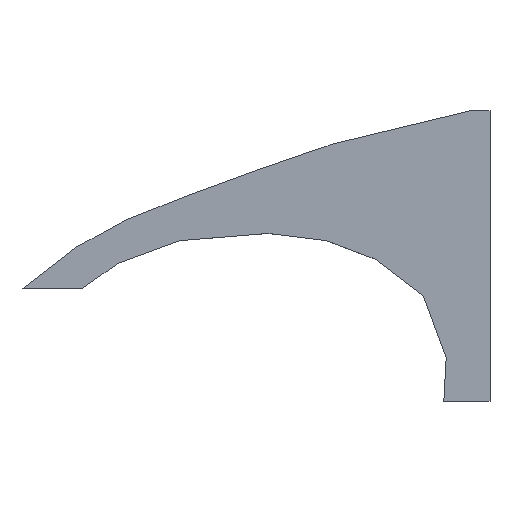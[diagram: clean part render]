
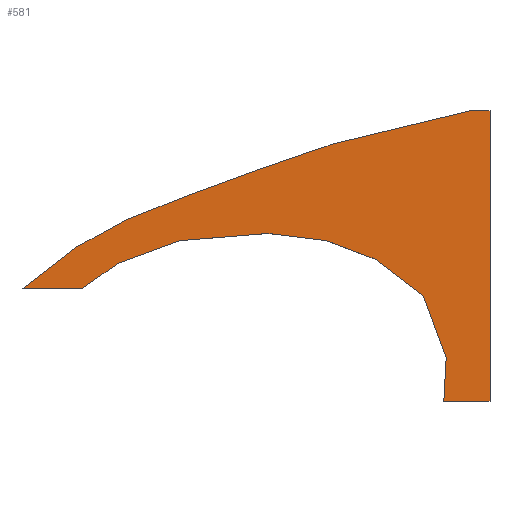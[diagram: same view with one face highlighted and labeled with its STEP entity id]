
A CAD part, top view. The second image highlights one B-rep face of the part: STEP entity #581.
In plain terms, the highlighted planar face has unit normal (0, 0, 1).
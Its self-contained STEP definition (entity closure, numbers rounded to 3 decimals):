
#9 = DIRECTION ( 'NONE',  ( 1., 0., 0. ) ) ;
#12 = DIRECTION ( 'NONE',  ( -1., 0., 0. ) ) ;
#15 = LINE ( 'NONE', #69, #133 ) ;
#29 = LINE ( 'NONE', #436, #590 ) ;
#30 = ORIENTED_EDGE ( 'NONE', *, *, #452, .T. ) ;
#34 = EDGE_CURVE ( 'NONE', #626, #97, #131, .T. ) ;
#41 = DIRECTION ( 'NONE',  ( -0.878, -0.478, 0. ) ) ;
#42 = ORIENTED_EDGE ( 'NONE', *, *, #102, .T. ) ;
#49 = VERTEX_POINT ( 'NONE', #277 ) ;
#57 = VECTOR ( 'NONE', #660, 1000. ) ;
#60 = CARTESIAN_POINT ( 'NONE',  ( -51.813, -111.14, 12. ) ) ;
#62 = EDGE_CURVE ( 'NONE', #411, #570, #442, .T. ) ;
#63 = CARTESIAN_POINT ( 'NONE',  ( -339.29, 172.956, 12. ) ) ;
#69 = CARTESIAN_POINT ( 'NONE',  ( -339.29, 172.956, 12. ) ) ;
#72 = CARTESIAN_POINT ( 'NONE',  ( 14.678, -177.062, 12. ) ) ;
#81 = LINE ( 'NONE', #496, #517 ) ;
#90 = DIRECTION ( 'NONE',  ( -0.929, -0.37, 0. ) ) ;
#92 = ORIENTED_EDGE ( 'NONE', *, *, #640, .T. ) ;
#95 = VERTEX_POINT ( 'NONE', #221 ) ;
#96 = CARTESIAN_POINT ( 'NONE',  ( -612.253, 56.766, 12. ) ) ;
#97 = VERTEX_POINT ( 'NONE', #328 ) ;
#102 = EDGE_CURVE ( 'NONE', #477, #626, #345, .T. ) ;
#123 = CARTESIAN_POINT ( 'NONE',  ( -322.142, 77.063, 12. ) ) ;
#128 = LINE ( 'NONE', #123, #615 ) ;
#131 = LINE ( 'NONE', #557, #531 ) ;
#133 = VECTOR ( 'NONE', #296, 1000. ) ;
#135 = ORIENTED_EDGE ( 'NONE', *, *, #242, .T. ) ;
#136 = LINE ( 'NONE', #241, #643 ) ;
#146 = VERTEX_POINT ( 'NONE', #664 ) ;
#155 = EDGE_CURVE ( 'NONE', #469, #675, #29, .T. ) ;
#156 = ORIENTED_EDGE ( 'NONE', *, *, #317, .T. ) ;
#157 = DIRECTION ( 'NONE',  ( 0.795, -0.607, 0. ) ) ;
#166 = ORIENTED_EDGE ( 'NONE', *, *, #267, .T. ) ;
#172 = CARTESIAN_POINT ( 'NONE',  ( -86.288, -17.901, 12. ) ) ;
#173 = CARTESIAN_POINT ( 'NONE',  ( -456.805, 66.166, 12. ) ) ;
#181 = DIRECTION ( 'NONE',  ( 0., 1., 0. ) ) ;
#182 = CARTESIAN_POINT ( 'NONE',  ( -447.593, 133.333, 12. ) ) ;
#191 = CARTESIAN_POINT ( 'NONE',  ( -430.463, 139.6, 12. ) ) ;
#204 = ORIENTED_EDGE ( 'NONE', *, *, #62, .T. ) ;
#217 = VECTOR ( 'NONE', #573, 1000. ) ;
#221 = CARTESIAN_POINT ( 'NONE',  ( -695.322, -7.062, 12. ) ) ;
#233 = VECTOR ( 'NONE', #551, 1000. ) ;
#234 = CARTESIAN_POINT ( 'NONE',  ( 14.678, 262.938, 12. ) ) ;
#239 = EDGE_CURVE ( 'NONE', #524, #620, #286, .T. ) ;
#240 = VERTEX_POINT ( 'NONE', #72 ) ;
#241 = CARTESIAN_POINT ( 'NONE',  ( -456.805, 66.166, 12. ) ) ;
#242 = EDGE_CURVE ( 'NONE', #518, #587, #15, .T. ) ;
#243 = LINE ( 'NONE', #234, #695 ) ;
#249 = ORIENTED_EDGE ( 'NONE', *, *, #155, .T. ) ;
#252 = VECTOR ( 'NONE', #157, 1000. ) ;
#267 = EDGE_CURVE ( 'NONE', #467, #95, #290, .T. ) ;
#274 = EDGE_CURVE ( 'NONE', #240, #524, #243, .T. ) ;
#276 = FACE_OUTER_BOUND ( 'NONE', #463, .T. ) ;
#277 = CARTESIAN_POINT ( 'NONE',  ( -322.142, 77.063, 12. ) ) ;
#284 = PLANE ( 'NONE',  #522 ) ;
#286 = LINE ( 'NONE', #543, #57 ) ;
#290 = LINE ( 'NONE', #385, #343 ) ;
#296 = DIRECTION ( 'NONE',  ( -0.945, -0.326, 0. ) ) ;
#317 = EDGE_CURVE ( 'NONE', #587, #614, #666, .T. ) ;
#328 = CARTESIAN_POINT ( 'NONE',  ( -55.322, -177.062, 12. ) ) ;
#329 = CARTESIAN_POINT ( 'NONE',  ( -549.435, 31.916, 12. ) ) ;
#331 = DIRECTION ( 'NONE',  ( 0.817, 0.576, 0. ) ) ;
#333 = VECTOR ( 'NONE', #360, 1000. ) ;
#334 = CARTESIAN_POINT ( 'NONE',  ( 14.678, 262.938, 12. ) ) ;
#336 = LINE ( 'NONE', #603, #611 ) ;
#338 = DIRECTION ( 'NONE',  ( 0., 0., -1. ) ) ;
#343 = VECTOR ( 'NONE', #656, 1000. ) ;
#345 = LINE ( 'NONE', #172, #233 ) ;
#358 = VECTOR ( 'NONE', #331, 1000. ) ;
#360 = DIRECTION ( 'NONE',  ( 0.938, 0.347, 0. ) ) ;
#383 = CARTESIAN_POINT ( 'NONE',  ( 0., 0., 12. ) ) ;
#385 = CARTESIAN_POINT ( 'NONE',  ( -695.322, -7.062, 12. ) ) ;
#386 = CARTESIAN_POINT ( 'NONE',  ( -15.85, 262.938, 12. ) ) ;
#393 = DIRECTION ( 'NONE',  ( -0.939, -0.344, 0. ) ) ;
#400 = ORIENTED_EDGE ( 'NONE', *, *, #591, .T. ) ;
#403 = ORIENTED_EDGE ( 'NONE', *, *, #409, .T. ) ;
#404 = LINE ( 'NONE', #96, #539 ) ;
#409 = EDGE_CURVE ( 'NONE', #146, #467, #404, .T. ) ;
#411 = VERTEX_POINT ( 'NONE', #414 ) ;
#414 = CARTESIAN_POINT ( 'NONE',  ( -604.701, -7.062, 12. ) ) ;
#426 = EDGE_CURVE ( 'NONE', #675, #477, #512, .T. ) ;
#432 = DIRECTION ( 'NONE',  ( 0.935, -0.355, 0. ) ) ;
#436 = CARTESIAN_POINT ( 'NONE',  ( -233.405, 66.166, 12. ) ) ;
#442 = LINE ( 'NONE', #493, #358 ) ;
#446 = EDGE_CURVE ( 'NONE', #570, #571, #627, .T. ) ;
#452 = EDGE_CURVE ( 'NONE', #620, #518, #575, .T. ) ;
#453 = ORIENTED_EDGE ( 'NONE', *, *, #34, .T. ) ;
#454 = CARTESIAN_POINT ( 'NONE',  ( -159.722, 38.144, 12. ) ) ;
#458 = ORIENTED_EDGE ( 'NONE', *, *, #446, .T. ) ;
#459 = CARTESIAN_POINT ( 'NONE',  ( -159.722, 38.144, 12. ) ) ;
#463 = EDGE_LOOP ( 'NONE', ( #523, #30, #135, #156, #642, #403, #166, #400, #204, #458, #92, #572, #249, #470, #42, #453, #495, #585 ) ) ;
#467 = VERTEX_POINT ( 'NONE', #515 ) ;
#469 = VERTEX_POINT ( 'NONE', #693 ) ;
#470 = ORIENTED_EDGE ( 'NONE', *, *, #426, .T. ) ;
#477 = VERTEX_POINT ( 'NONE', #586 ) ;
#493 = CARTESIAN_POINT ( 'NONE',  ( -604.701, -7.062, 12. ) ) ;
#495 = ORIENTED_EDGE ( 'NONE', *, *, #582, .T. ) ;
#496 = CARTESIAN_POINT ( 'NONE',  ( -492.046, 115.648, 12. ) ) ;
#512 = LINE ( 'NONE', #459, #252 ) ;
#515 = CARTESIAN_POINT ( 'NONE',  ( -612.253, 56.766, 12. ) ) ;
#517 = VECTOR ( 'NONE', #90, 1000. ) ;
#518 = VERTEX_POINT ( 'NONE', #655 ) ;
#522 = AXIS2_PLACEMENT_3D ( 'NONE', #383, #338, #12 ) ;
#523 = ORIENTED_EDGE ( 'NONE', *, *, #239, .T. ) ;
#524 = VERTEX_POINT ( 'NONE', #334 ) ;
#531 = VECTOR ( 'NONE', #659, 1000. ) ;
#534 = DIRECTION ( 'NONE',  ( 1., 0., 0. ) ) ;
#539 = VECTOR ( 'NONE', #41, 1000. ) ;
#540 = DIRECTION ( 'NONE',  ( 0.993, -0.122, 0. ) ) ;
#543 = CARTESIAN_POINT ( 'NONE',  ( -15.85, 262.938, 12. ) ) ;
#544 = LINE ( 'NONE', #653, #549 ) ;
#549 = VECTOR ( 'NONE', #534, 1000. ) ;
#550 = DIRECTION ( 'NONE',  ( 0.997, 0.081, 0. ) ) ;
#551 = DIRECTION ( 'NONE',  ( 0.347, -0.938, 0. ) ) ;
#555 = EDGE_CURVE ( 'NONE', #49, #469, #128, .T. ) ;
#557 = CARTESIAN_POINT ( 'NONE',  ( -51.813, -111.14, 12. ) ) ;
#570 = VERTEX_POINT ( 'NONE', #329 ) ;
#571 = VERTEX_POINT ( 'NONE', #173 ) ;
#572 = ORIENTED_EDGE ( 'NONE', *, *, #555, .T. ) ;
#573 = DIRECTION ( 'NONE',  ( -0.972, -0.233, 0. ) ) ;
#575 = LINE ( 'NONE', #633, #217 ) ;
#581 = ADVANCED_FACE ( 'NONE', ( #276 ), #284, .F. ) ;
#582 = EDGE_CURVE ( 'NONE', #97, #240, #544, .T. ) ;
#585 = ORIENTED_EDGE ( 'NONE', *, *, #274, .T. ) ;
#586 = CARTESIAN_POINT ( 'NONE',  ( -86.288, -17.901, 12. ) ) ;
#587 = VERTEX_POINT ( 'NONE', #63 ) ;
#590 = VECTOR ( 'NONE', #432, 1000. ) ;
#591 = EDGE_CURVE ( 'NONE', #95, #411, #336, .T. ) ;
#600 = VECTOR ( 'NONE', #393, 1000. ) ;
#603 = CARTESIAN_POINT ( 'NONE',  ( -695.322, -7.062, 12. ) ) ;
#611 = VECTOR ( 'NONE', #9, 1000. ) ;
#614 = VERTEX_POINT ( 'NONE', #182 ) ;
#615 = VECTOR ( 'NONE', #540, 1000. ) ;
#620 = VERTEX_POINT ( 'NONE', #386 ) ;
#626 = VERTEX_POINT ( 'NONE', #60 ) ;
#627 = LINE ( 'NONE', #637, #333 ) ;
#633 = CARTESIAN_POINT ( 'NONE',  ( -159.722, 228.394, 12. ) ) ;
#634 = EDGE_CURVE ( 'NONE', #614, #146, #81, .T. ) ;
#637 = CARTESIAN_POINT ( 'NONE',  ( -549.435, 31.916, 12. ) ) ;
#640 = EDGE_CURVE ( 'NONE', #571, #49, #136, .T. ) ;
#642 = ORIENTED_EDGE ( 'NONE', *, *, #634, .T. ) ;
#643 = VECTOR ( 'NONE', #550, 1000. ) ;
#653 = CARTESIAN_POINT ( 'NONE',  ( 14.678, -177.062, 12. ) ) ;
#655 = CARTESIAN_POINT ( 'NONE',  ( -221.942, 213.455, 12. ) ) ;
#656 = DIRECTION ( 'NONE',  ( -0.793, -0.609, 0. ) ) ;
#659 = DIRECTION ( 'NONE',  ( -0.053, -0.999, 0. ) ) ;
#660 = DIRECTION ( 'NONE',  ( -1., 0., 0. ) ) ;
#664 = CARTESIAN_POINT ( 'NONE',  ( -536.646, 97.905, 12. ) ) ;
#666 = LINE ( 'NONE', #191, #600 ) ;
#675 = VERTEX_POINT ( 'NONE', #454 ) ;
#693 = CARTESIAN_POINT ( 'NONE',  ( -233.405, 66.166, 12. ) ) ;
#695 = VECTOR ( 'NONE', #181, 1000. ) ;
